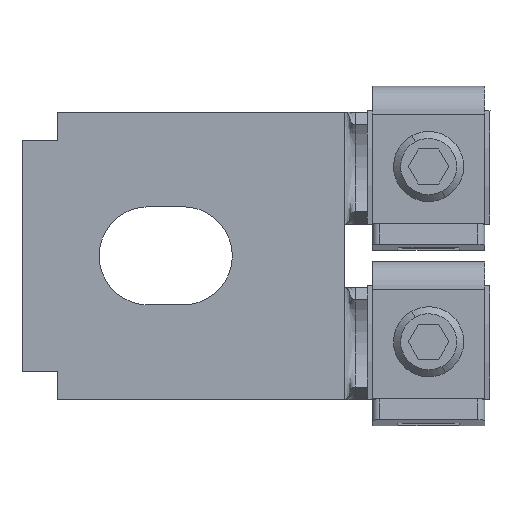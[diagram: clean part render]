
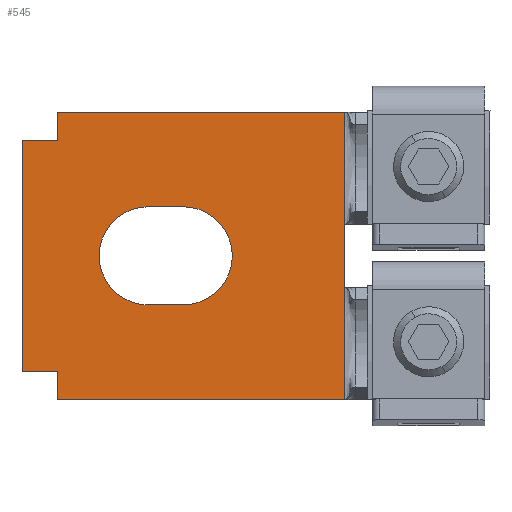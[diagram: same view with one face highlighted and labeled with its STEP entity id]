
A CAD part, top view. The second image highlights one B-rep face of the part: STEP entity #545.
In plain terms, the highlighted planar face has unit normal (0, 0, 1).
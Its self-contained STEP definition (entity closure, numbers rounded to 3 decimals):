
#436=AXIS2_PLACEMENT_3D('Plane Axis2P3D',#433,#434,#435) ;
#513=AXIS2_PLACEMENT_3D('Circle Axis2P3D',#511,#512,$) ;
#529=AXIS2_PLACEMENT_3D('Circle Axis2P3D',#527,#528,$) ;
#233=CARTESIAN_POINT('Vertex',(45.,4.5,3.025)) ;
#349=CARTESIAN_POINT('Vertex',(45.,20.5,3.025)) ;
#412=CARTESIAN_POINT('Control Point',(45.,4.5,3.025)) ;
#413=CARTESIAN_POINT('Control Point',(45.,7.7,3.025)) ;
#414=CARTESIAN_POINT('Control Point',(45.,10.9,3.025)) ;
#415=CARTESIAN_POINT('Control Point',(45.,14.1,3.025)) ;
#416=CARTESIAN_POINT('Control Point',(45.,17.3,3.025)) ;
#417=CARTESIAN_POINT('Control Point',(45.,20.5,3.025)) ;
#433=CARTESIAN_POINT('Axis2P3D Location',(0.,0.,3.025)) ;
#438=CARTESIAN_POINT('Line Origine',(24.5,20.5,3.025)) ;
#442=CARTESIAN_POINT('Vertex',(4.,20.5,3.025)) ;
#445=CARTESIAN_POINT('Line Origine',(4.,18.5,3.025)) ;
#449=CARTESIAN_POINT('Vertex',(4.,16.5,3.025)) ;
#452=CARTESIAN_POINT('Line Origine',(1.5,16.5,3.025)) ;
#456=CARTESIAN_POINT('Vertex',(-1.,16.5,3.025)) ;
#459=CARTESIAN_POINT('Line Origine',(-1.,0.,3.025)) ;
#463=CARTESIAN_POINT('Vertex',(-1.,-16.5,3.025)) ;
#466=CARTESIAN_POINT('Line Origine',(1.5,-16.5,3.025)) ;
#470=CARTESIAN_POINT('Vertex',(4.,-16.5,3.025)) ;
#473=CARTESIAN_POINT('Line Origine',(4.,-18.5,3.025)) ;
#477=CARTESIAN_POINT('Vertex',(4.,-20.5,3.025)) ;
#480=CARTESIAN_POINT('Line Origine',(24.5,-20.5,3.025)) ;
#484=CARTESIAN_POINT('Vertex',(45.,-20.5,3.025)) ;
#487=CARTESIAN_POINT('Line Origine',(45.,-12.5,3.025)) ;
#491=CARTESIAN_POINT('Vertex',(45.,-4.5,3.025)) ;
#494=CARTESIAN_POINT('Line Origine',(45.,0.,3.025)) ;
#511=CARTESIAN_POINT('Axis2P3D Location',(22.,0.,3.025)) ;
#515=CARTESIAN_POINT('Vertex',(22.,-7.,3.025)) ;
#517=CARTESIAN_POINT('Vertex',(22.,7.,3.025)) ;
#520=CARTESIAN_POINT('Line Origine',(19.5,-7.,3.025)) ;
#524=CARTESIAN_POINT('Vertex',(17.,-7.,3.025)) ;
#527=CARTESIAN_POINT('Axis2P3D Location',(17.,0.,3.025)) ;
#531=CARTESIAN_POINT('Vertex',(17.,7.,3.025)) ;
#534=CARTESIAN_POINT('Line Origine',(19.5,7.,3.025)) ;
#434=DIRECTION('Axis2P3D Direction',(0.,-0.,1.)) ;
#435=DIRECTION('Axis2P3D XDirection',(0.,1.,0.)) ;
#439=DIRECTION('Vector Direction',(1.,0.,0.)) ;
#446=DIRECTION('Vector Direction',(0.,1.,0.)) ;
#453=DIRECTION('Vector Direction',(-1.,0.,0.)) ;
#460=DIRECTION('Vector Direction',(0.,-1.,0.)) ;
#467=DIRECTION('Vector Direction',(1.,0.,0.)) ;
#474=DIRECTION('Vector Direction',(0.,1.,0.)) ;
#481=DIRECTION('Vector Direction',(-1.,0.,0.)) ;
#488=DIRECTION('Vector Direction',(0.,1.,0.)) ;
#495=DIRECTION('Vector Direction',(0.,-1.,0.)) ;
#512=DIRECTION('Axis2P3D Direction',(0.,-0.,1.)) ;
#521=DIRECTION('Vector Direction',(1.,0.,0.)) ;
#528=DIRECTION('Axis2P3D Direction',(0.,-0.,1.)) ;
#535=DIRECTION('Vector Direction',(1.,0.,0.)) ;
#440=VECTOR('Line Direction',#439,1.) ;
#447=VECTOR('Line Direction',#446,1.) ;
#454=VECTOR('Line Direction',#453,1.) ;
#461=VECTOR('Line Direction',#460,1.) ;
#468=VECTOR('Line Direction',#467,1.) ;
#475=VECTOR('Line Direction',#474,1.) ;
#482=VECTOR('Line Direction',#481,1.) ;
#489=VECTOR('Line Direction',#488,1.) ;
#496=VECTOR('Line Direction',#495,1.) ;
#522=VECTOR('Line Direction',#521,1.) ;
#536=VECTOR('Line Direction',#535,1.) ;
#500=ORIENTED_EDGE('',*,*,#418,.F.) ;
#501=ORIENTED_EDGE('',*,*,#444,.F.) ;
#502=ORIENTED_EDGE('',*,*,#451,.F.) ;
#503=ORIENTED_EDGE('',*,*,#458,.T.) ;
#504=ORIENTED_EDGE('',*,*,#465,.T.) ;
#505=ORIENTED_EDGE('',*,*,#472,.T.) ;
#506=ORIENTED_EDGE('',*,*,#479,.F.) ;
#507=ORIENTED_EDGE('',*,*,#486,.F.) ;
#508=ORIENTED_EDGE('',*,*,#493,.T.) ;
#509=ORIENTED_EDGE('',*,*,#498,.F.) ;
#540=ORIENTED_EDGE('',*,*,#519,.F.) ;
#541=ORIENTED_EDGE('',*,*,#526,.F.) ;
#542=ORIENTED_EDGE('',*,*,#533,.F.) ;
#543=ORIENTED_EDGE('',*,*,#538,.T.) ;
#544=FACE_BOUND('',#539,.T.) ;
#545=ADVANCED_FACE('Hauptkoerper nicht benutzen',(#510,#544),#437,.T.) ;
#411=B_SPLINE_CURVE_WITH_KNOTS('',5,(#412,#413,#414,#415,#416,#417),.UNSPECIFIED.,.F.,.U.,(6,6),(0.,14.792),.UNSPECIFIED.) ;
#514=CIRCLE('generated circle',#513,7.) ;
#530=CIRCLE('generated circle',#529,7.) ;
#418=EDGE_CURVE('',#350,#234,#411,.F.) ;
#444=EDGE_CURVE('',#443,#350,#441,.T.) ;
#451=EDGE_CURVE('',#450,#443,#448,.T.) ;
#458=EDGE_CURVE('',#450,#457,#455,.T.) ;
#465=EDGE_CURVE('',#457,#464,#462,.T.) ;
#472=EDGE_CURVE('',#464,#471,#469,.T.) ;
#479=EDGE_CURVE('',#478,#471,#476,.T.) ;
#486=EDGE_CURVE('',#485,#478,#483,.T.) ;
#493=EDGE_CURVE('',#485,#492,#490,.T.) ;
#498=EDGE_CURVE('',#234,#492,#497,.T.) ;
#519=EDGE_CURVE('',#516,#518,#514,.T.) ;
#526=EDGE_CURVE('',#525,#516,#523,.T.) ;
#533=EDGE_CURVE('',#532,#525,#530,.T.) ;
#538=EDGE_CURVE('',#532,#518,#537,.T.) ;
#499=EDGE_LOOP('',(#500,#501,#502,#503,#504,#505,#506,#507,#508,#509)) ;
#539=EDGE_LOOP('',(#540,#541,#542,#543)) ;
#510=FACE_OUTER_BOUND('',#499,.T.) ;
#441=LINE('Line',#438,#440) ;
#448=LINE('Line',#445,#447) ;
#455=LINE('Line',#452,#454) ;
#462=LINE('Line',#459,#461) ;
#469=LINE('Line',#466,#468) ;
#476=LINE('Line',#473,#475) ;
#483=LINE('Line',#480,#482) ;
#490=LINE('Line',#487,#489) ;
#497=LINE('Line',#494,#496) ;
#523=LINE('Line',#520,#522) ;
#537=LINE('Line',#534,#536) ;
#437=PLANE('Plane',#436) ;
#234=VERTEX_POINT('',#233) ;
#350=VERTEX_POINT('',#349) ;
#443=VERTEX_POINT('',#442) ;
#450=VERTEX_POINT('',#449) ;
#457=VERTEX_POINT('',#456) ;
#464=VERTEX_POINT('',#463) ;
#471=VERTEX_POINT('',#470) ;
#478=VERTEX_POINT('',#477) ;
#485=VERTEX_POINT('',#484) ;
#492=VERTEX_POINT('',#491) ;
#516=VERTEX_POINT('',#515) ;
#518=VERTEX_POINT('',#517) ;
#525=VERTEX_POINT('',#524) ;
#532=VERTEX_POINT('',#531) ;
